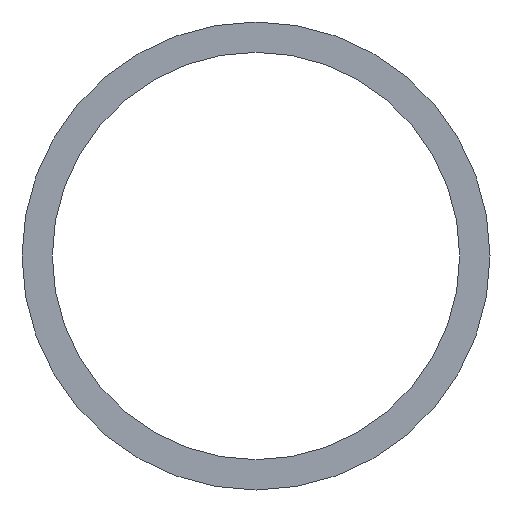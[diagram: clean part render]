
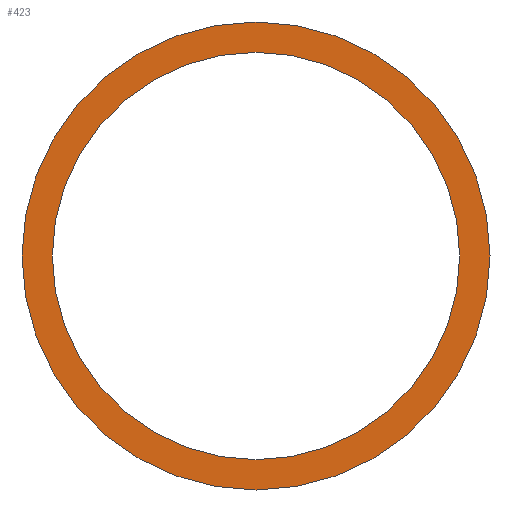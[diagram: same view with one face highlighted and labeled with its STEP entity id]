
A CAD part, front view. The second image highlights one B-rep face of the part: STEP entity #423.
In plain terms, the highlighted planar face has unit normal (0, -1, 0).
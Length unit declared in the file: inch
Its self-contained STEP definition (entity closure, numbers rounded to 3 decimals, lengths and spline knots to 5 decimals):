
#28 = CARTESIAN_POINT ( 'NONE',  ( 0., 0., 0. ) ) ;
#29 = CARTESIAN_POINT ( 'NONE',  ( 0., 0., -0.8565 ) ) ;
#38 = DIRECTION ( 'NONE',  ( 0., 0., 1. ) ) ;
#39 = EDGE_CURVE ( 'NONE', #519, #214, #492, .T. ) ;
#40 = DIRECTION ( 'NONE',  ( 0., 0., 1. ) ) ;
#51 = DIRECTION ( 'NONE',  ( 0., 1., 0. ) ) ;
#52 = EDGE_CURVE ( 'NONE', #284, #516, #509, .T. ) ;
#92 = DIRECTION ( 'NONE',  ( 0., 0., 1. ) ) ;
#125 = DIRECTION ( 'NONE',  ( 0., 1., 0. ) ) ;
#127 = FACE_BOUND ( 'NONE', #602, .T. ) ;
#129 = EDGE_CURVE ( 'NONE', #214, #519, #380, .T. ) ;
#134 = DIRECTION ( 'NONE',  ( 0., 0., 1. ) ) ;
#138 = DIRECTION ( 'NONE',  ( 0., 1., 0. ) ) ;
#144 = CARTESIAN_POINT ( 'NONE',  ( 0., 0., 0. ) ) ;
#166 = FACE_OUTER_BOUND ( 'NONE', #522, .T. ) ;
#177 = CIRCLE ( 'NONE', #432, 0.984 ) ;
#214 = VERTEX_POINT ( 'NONE', #29 ) ;
#227 = DIRECTION ( 'NONE',  ( 0., 1., 0. ) ) ;
#233 = ORIENTED_EDGE ( 'NONE', *, *, #129, .T. ) ;
#284 = VERTEX_POINT ( 'NONE', #557 ) ;
#290 = CARTESIAN_POINT ( 'NONE',  ( 0., 0., 0. ) ) ;
#291 = CARTESIAN_POINT ( 'NONE',  ( 0., 0., 0. ) ) ;
#299 = CARTESIAN_POINT ( 'NONE',  ( 0., 0., 0.984 ) ) ;
#324 = EDGE_CURVE ( 'NONE', #516, #284, #177, .T. ) ;
#380 = CIRCLE ( 'NONE', #627, 0.8565 ) ;
#400 = DIRECTION ( 'NONE',  ( 0., 1., 0. ) ) ;
#406 = CARTESIAN_POINT ( 'NONE',  ( 0., 0., 0.8565 ) ) ;
#423 = ADVANCED_FACE ( 'NONE', ( #166, #127 ), #475, .F. ) ;
#432 = AXIS2_PLACEMENT_3D ( 'NONE', #436, #125, #469 ) ;
#436 = CARTESIAN_POINT ( 'NONE',  ( 0., 0., 0. ) ) ;
#469 = DIRECTION ( 'NONE',  ( 0., 0., 1. ) ) ;
#475 = PLANE ( 'NONE',  #598 ) ;
#492 = CIRCLE ( 'NONE', #581, 0.8565 ) ;
#495 = ORIENTED_EDGE ( 'NONE', *, *, #324, .F. ) ;
#509 = CIRCLE ( 'NONE', #592, 0.984 ) ;
#511 = ORIENTED_EDGE ( 'NONE', *, *, #39, .T. ) ;
#516 = VERTEX_POINT ( 'NONE', #299 ) ;
#519 = VERTEX_POINT ( 'NONE', #406 ) ;
#522 = EDGE_LOOP ( 'NONE', ( #532, #495 ) ) ;
#532 = ORIENTED_EDGE ( 'NONE', *, *, #52, .F. ) ;
#557 = CARTESIAN_POINT ( 'NONE',  ( 0., 0., -0.984 ) ) ;
#581 = AXIS2_PLACEMENT_3D ( 'NONE', #290, #227, #38 ) ;
#592 = AXIS2_PLACEMENT_3D ( 'NONE', #28, #51, #40 ) ;
#598 = AXIS2_PLACEMENT_3D ( 'NONE', #291, #400, #92 ) ;
#602 = EDGE_LOOP ( 'NONE', ( #233, #511 ) ) ;
#627 = AXIS2_PLACEMENT_3D ( 'NONE', #144, #138, #134 ) ;
